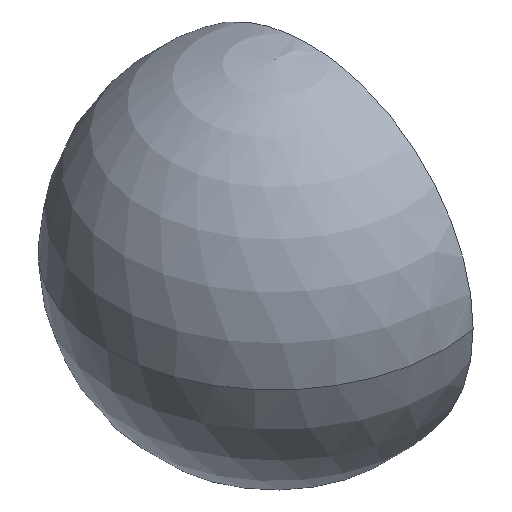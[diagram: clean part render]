
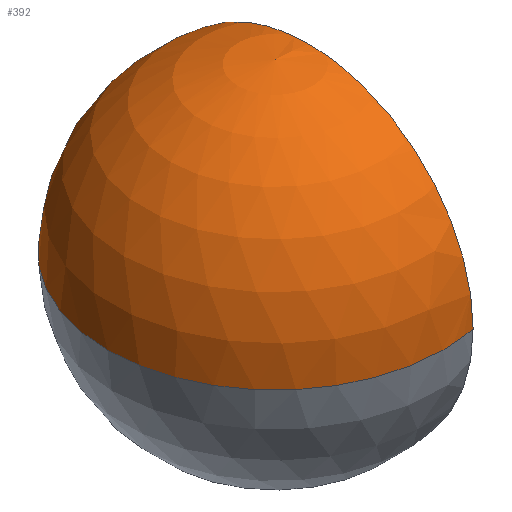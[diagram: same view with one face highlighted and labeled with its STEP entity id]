
A CAD part, isometric view. The second image highlights one B-rep face of the part: STEP entity #392.
In plain terms, the highlighted spherical face has radius 15 mm.
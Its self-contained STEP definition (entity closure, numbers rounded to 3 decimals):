
#101 = AXIS2_PLACEMENT_3D ( 'NONE', #1774, #819, #702 ) ;
#112 = VERTEX_POINT ( 'NONE', #260 ) ;
#130 = AXIS2_PLACEMENT_3D ( 'NONE', #1275, #618, #2045 ) ;
#134 = CIRCLE ( 'NONE', #966, 15. ) ;
#147 = ORIENTED_EDGE ( 'NONE', *, *, #987, .T. ) ;
#163 = VERTEX_POINT ( 'NONE', #1885 ) ;
#260 = CARTESIAN_POINT ( 'NONE',  ( 3., -14.697, 0. ) ) ;
#323 = EDGE_CURVE ( 'NONE', #1184, #522, #1294, .T. ) ;
#392 = ADVANCED_FACE ( 'NONE', ( #1825 ), #1077, .T. ) ;
#428 = CARTESIAN_POINT ( 'NONE',  ( 0., -15., 0. ) ) ;
#485 = EDGE_CURVE ( 'NONE', #163, #522, #573, .T. ) ;
#522 = VERTEX_POINT ( 'NONE', #1606 ) ;
#561 = DIRECTION ( 'NONE',  ( 0., 0., 1. ) ) ;
#573 = CIRCLE ( 'NONE', #763, 15. ) ;
#618 = DIRECTION ( 'NONE',  ( 0., 0., -1. ) ) ;
#665 = EDGE_CURVE ( 'NONE', #163, #112, #963, .T. ) ;
#702 = DIRECTION ( 'NONE',  ( -1., 0., 0. ) ) ;
#763 = AXIS2_PLACEMENT_3D ( 'NONE', #1568, #1855, #2024 ) ;
#810 = ORIENTED_EDGE ( 'NONE', *, *, #665, .F. ) ;
#819 = DIRECTION ( 'NONE',  ( 0., 0., -1. ) ) ;
#963 = CIRCLE ( 'NONE', #1167, 14.697 ) ;
#966 = AXIS2_PLACEMENT_3D ( 'NONE', #1665, #1683, #1530 ) ;
#983 = CARTESIAN_POINT ( 'NONE',  ( 3., 0., 0. ) ) ;
#987 = EDGE_CURVE ( 'NONE', #1184, #112, #134, .T. ) ;
#1008 = DIRECTION ( 'NONE',  ( 1., 0., 0. ) ) ;
#1077 = SPHERICAL_SURFACE ( 'NONE', #130, 15. ) ;
#1164 = ORIENTED_EDGE ( 'NONE', *, *, #323, .F. ) ;
#1167 = AXIS2_PLACEMENT_3D ( 'NONE', #983, #1008, #561 ) ;
#1184 = VERTEX_POINT ( 'NONE', #428 ) ;
#1275 = CARTESIAN_POINT ( 'NONE',  ( 0., 0., 0. ) ) ;
#1294 = CIRCLE ( 'NONE', #101, 15. ) ;
#1530 = DIRECTION ( 'NONE',  ( 1., 0., 0. ) ) ;
#1539 = ORIENTED_EDGE ( 'NONE', *, *, #485, .T. ) ;
#1568 = CARTESIAN_POINT ( 'NONE',  ( 0., 0., 0. ) ) ;
#1606 = CARTESIAN_POINT ( 'NONE',  ( 0., 15., 0. ) ) ;
#1665 = CARTESIAN_POINT ( 'NONE',  ( 0., 0., 0. ) ) ;
#1683 = DIRECTION ( 'NONE',  ( 0., 0., 1. ) ) ;
#1734 = EDGE_LOOP ( 'NONE', ( #1164, #147, #810, #1539 ) ) ;
#1774 = CARTESIAN_POINT ( 'NONE',  ( 0., 0., 0. ) ) ;
#1825 = FACE_OUTER_BOUND ( 'NONE', #1734, .T. ) ;
#1855 = DIRECTION ( 'NONE',  ( 0., 0., 1. ) ) ;
#1885 = CARTESIAN_POINT ( 'NONE',  ( 3., 14.697, 0. ) ) ;
#2024 = DIRECTION ( 'NONE',  ( 1., 0., 0. ) ) ;
#2045 = DIRECTION ( 'NONE',  ( 1., 0., 0. ) ) ;
